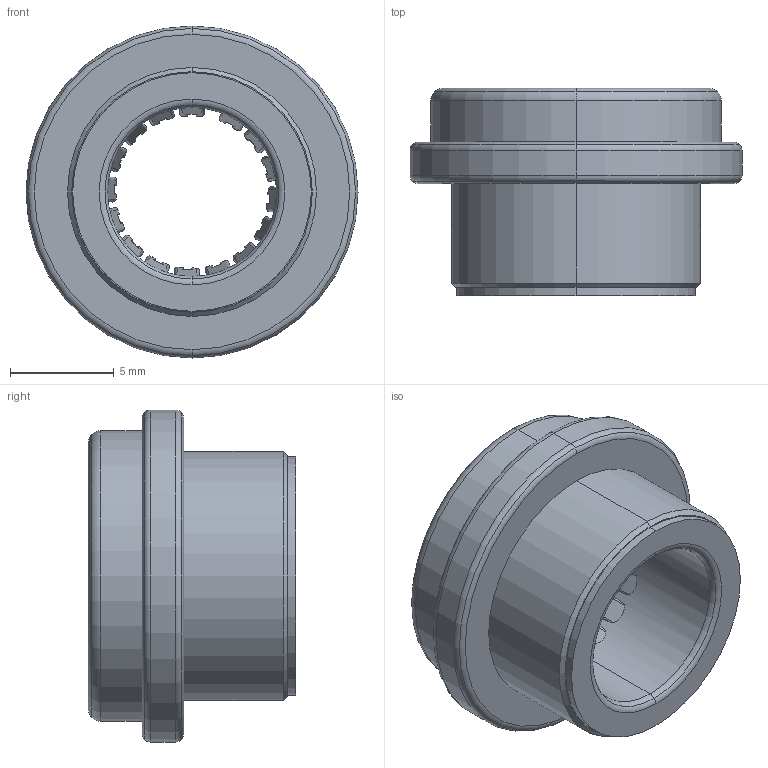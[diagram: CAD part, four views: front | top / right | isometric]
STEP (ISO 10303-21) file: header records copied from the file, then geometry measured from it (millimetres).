
FILE_DESCRIPTION((''),'2;1');
FILE_NAME('2043180001','2020-03-16T',('gga'),(''),'PRO/ENGINEER BY PARAMETRIC TECHNOLOGY CORPORATION, 2016010','PRO/ENGINEER BY PARAMETRIC TECHNOLOGY CORPORATION, 2016010','');
FILE_SCHEMA(('CONFIG_CONTROL_DESIGN'));
Length unit declared in the file: millimetre
Products named in the file (1): 2043180001
Bounding box: 16 x 10 x 16 mm (x, y, z)
Volume: 889.6 mm3; surface area: 1021.1 mm2
Topology: 1 solids, 18 shells, 688 faces, 1983 edges, 1337 vertices
Faces by surface type: cylinder 276, torus 188, plane 170, bspline 32, cone 20, sphere 2
Entity records: 24868 total; most frequent: CARTESIAN_POINT 6247, DIRECTION 4124, ORIENTED_EDGE 3962, EDGE_CURVE 1981, AXIS2_PLACEMENT_3D 1744, VERTEX_POINT 1337, CIRCLE 1087, EDGE_LOOP 716
